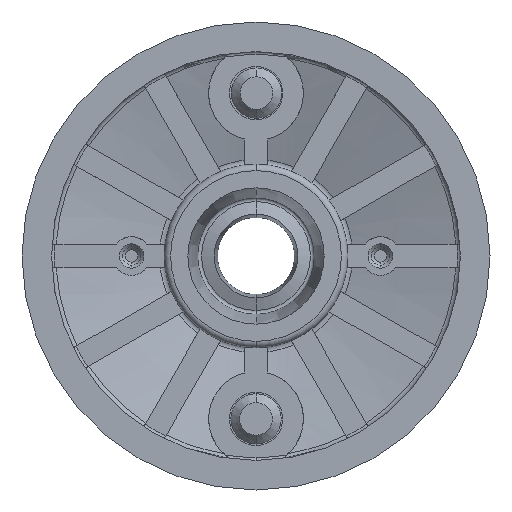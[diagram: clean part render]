
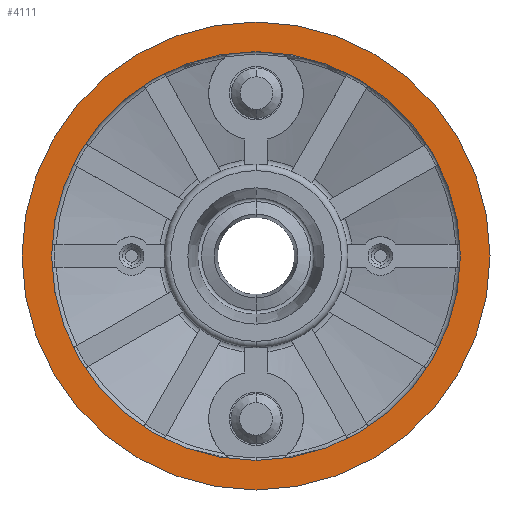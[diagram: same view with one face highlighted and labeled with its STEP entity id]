
A CAD part, front view. The second image highlights one B-rep face of the part: STEP entity #4111.
In plain terms, the highlighted planar face has unit normal (0, -1, 0).
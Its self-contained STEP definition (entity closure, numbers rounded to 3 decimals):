
#171 = AXIS2_PLACEMENT_3D ( 'NONE', #6196, #6155, #6090 ) ;
#215 = CIRCLE ( 'NONE', #4829, 39.5 ) ;
#511 = CARTESIAN_POINT ( 'NONE',  ( 0., 0., 0. ) ) ;
#630 = CARTESIAN_POINT ( 'NONE',  ( 0., 0., 39.5 ) ) ;
#1025 = VERTEX_POINT ( 'NONE', #3044 ) ;
#1042 = DIRECTION ( 'NONE',  ( 0., 0., 1. ) ) ;
#1296 = CIRCLE ( 'NONE', #2997, 34.5 ) ;
#1340 = ORIENTED_EDGE ( 'NONE', *, *, #2137, .F. ) ;
#1553 = EDGE_CURVE ( 'NONE', #1025, #2148, #3581, .T. ) ;
#2137 = EDGE_CURVE ( 'NONE', #5363, #3096, #2540, .T. ) ;
#2148 = VERTEX_POINT ( 'NONE', #4941 ) ;
#2197 = EDGE_LOOP ( 'NONE', ( #1340, #4177 ) ) ;
#2444 = ORIENTED_EDGE ( 'NONE', *, *, #1553, .T. ) ;
#2455 = FACE_OUTER_BOUND ( 'NONE', #2197, .T. ) ;
#2498 = ORIENTED_EDGE ( 'NONE', *, *, #4148, .T. ) ;
#2540 = CIRCLE ( 'NONE', #6139, 39.5 ) ;
#2665 = AXIS2_PLACEMENT_3D ( 'NONE', #3326, #3268, #4548 ) ;
#2989 = DIRECTION ( 'NONE',  ( 0., 0., 1. ) ) ;
#2997 = AXIS2_PLACEMENT_3D ( 'NONE', #3040, #3036, #2989 ) ;
#3036 = DIRECTION ( 'NONE',  ( 0., 1., 0. ) ) ;
#3040 = CARTESIAN_POINT ( 'NONE',  ( 0., 0., 0. ) ) ;
#3044 = CARTESIAN_POINT ( 'NONE',  ( 0., 0., 34.5 ) ) ;
#3075 = CARTESIAN_POINT ( 'NONE',  ( 0., 0., -39.5 ) ) ;
#3096 = VERTEX_POINT ( 'NONE', #630 ) ;
#3268 = DIRECTION ( 'NONE',  ( 0., 1., 0. ) ) ;
#3326 = CARTESIAN_POINT ( 'NONE',  ( -39.5, 0., 0. ) ) ;
#3420 = PLANE ( 'NONE',  #2665 ) ;
#3581 = CIRCLE ( 'NONE', #171, 34.5 ) ;
#3721 = EDGE_LOOP ( 'NONE', ( #2444, #2498 ) ) ;
#3794 = FACE_BOUND ( 'NONE', #3721, .T. ) ;
#4042 = DIRECTION ( 'NONE',  ( 0., 1., 0. ) ) ;
#4111 = ADVANCED_FACE ( 'NONE', ( #2455, #3794 ), #3420, .F. ) ;
#4148 = EDGE_CURVE ( 'NONE', #2148, #1025, #1296, .T. ) ;
#4177 = ORIENTED_EDGE ( 'NONE', *, *, #6251, .F. ) ;
#4548 = DIRECTION ( 'NONE',  ( 0., 0., 1. ) ) ;
#4829 = AXIS2_PLACEMENT_3D ( 'NONE', #511, #4042, #1042 ) ;
#4932 = DIRECTION ( 'NONE',  ( 0., 0., 1. ) ) ;
#4941 = CARTESIAN_POINT ( 'NONE',  ( 0., 0., -34.5 ) ) ;
#5024 = CARTESIAN_POINT ( 'NONE',  ( 0., 0., 0. ) ) ;
#5363 = VERTEX_POINT ( 'NONE', #3075 ) ;
#6090 = DIRECTION ( 'NONE',  ( 0., 0., 1. ) ) ;
#6139 = AXIS2_PLACEMENT_3D ( 'NONE', #5024, #6387, #4932 ) ;
#6155 = DIRECTION ( 'NONE',  ( 0., 1., 0. ) ) ;
#6196 = CARTESIAN_POINT ( 'NONE',  ( 0., 0., 0. ) ) ;
#6251 = EDGE_CURVE ( 'NONE', #3096, #5363, #215, .T. ) ;
#6387 = DIRECTION ( 'NONE',  ( 0., 1., 0. ) ) ;
